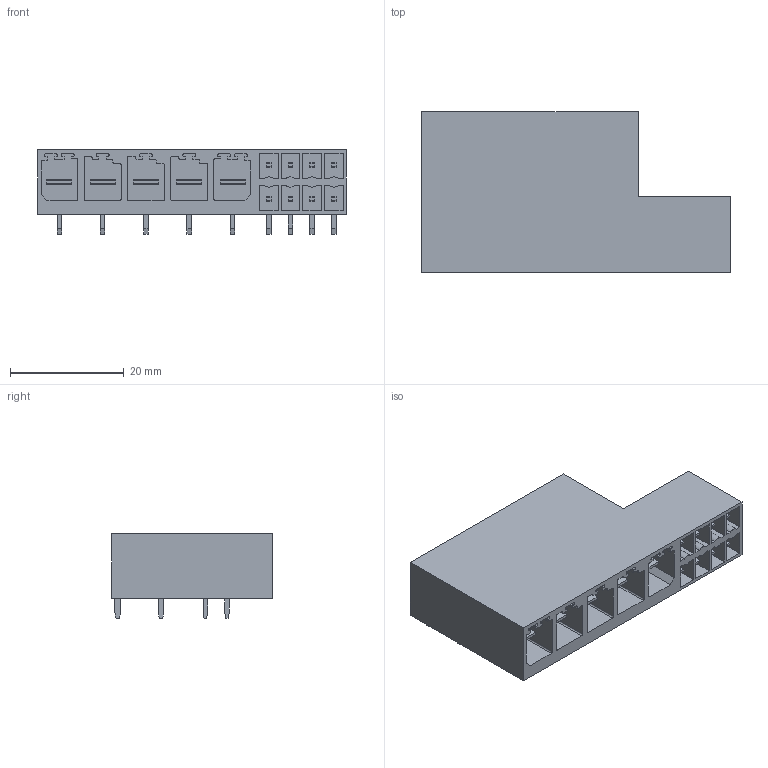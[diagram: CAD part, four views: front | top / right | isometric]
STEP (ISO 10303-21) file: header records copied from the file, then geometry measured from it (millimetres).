
FILE_DESCRIPTION(('CATIA V5 STEP Exchange','CAx-IF Rec.Pracs.--- Model Styling and Organization---1.2---2011-12-15'),'2;1');
FILE_NAME ('D1449496_0', '2018-11-30T13:05:02+00:00', ('none'), ('Weidmueller'), 'CATIA Version 5-6 Release 2014', 'CATIA V5 STEP AP214', 'none');
FILE_SCHEMA(('AUTOMOTIVE_DESIGN { 1 0 10303 214 1 1 1 1 }'));
Length unit declared in the file: millimetre
Products named in the file (1): 1157080000
Bounding box: 54.31 x 28.3 x 14.9 mm (x, y, z)
Volume: 10453.7 mm3; surface area: 10633.2 mm2
Topology: 14 solids, 14 shells, 595 faces, 1657 edges, 1098 vertices
Faces by surface type: plane 523, cylinder 72
Entity records: 15542 total; most frequent: ORIENTED_EDGE 3314, CARTESIAN_POINT 2588, DIRECTION 1856, EDGE_CURVE 1442, VECTOR 1318, LINE 1318, VERTEX_POINT 938, EDGE_LOOP 639
